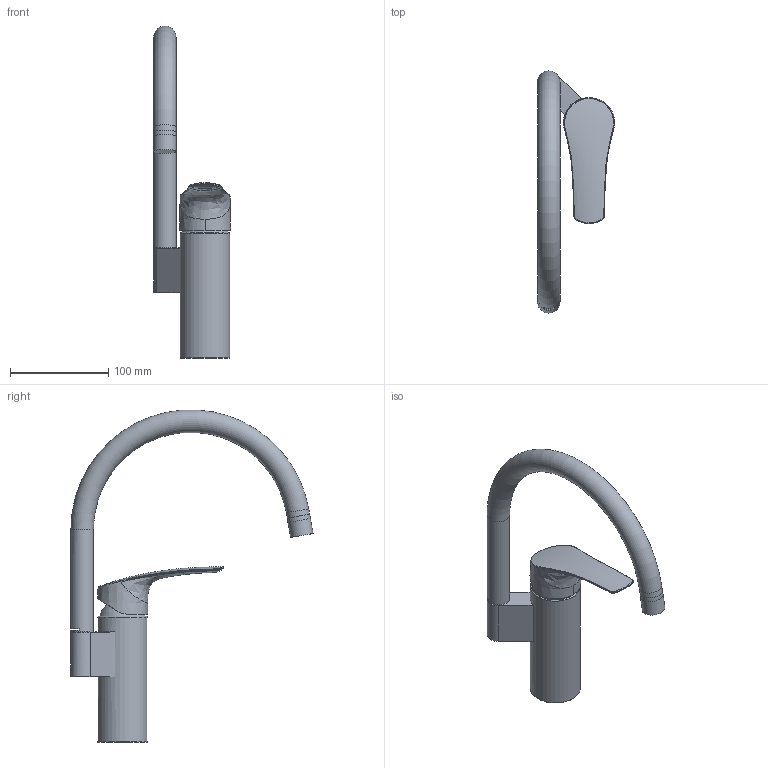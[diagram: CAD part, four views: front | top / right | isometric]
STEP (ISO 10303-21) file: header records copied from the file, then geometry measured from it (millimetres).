
FILE_DESCRIPTION(/* description */ ('Unknown'),/* implementation_level */ '2;1');
FILE_NAME(/* name */ '32223003',/* time_stamp */ '2022-08-29T08:46:40+02:00',/* author */ ('Unknown'),/* organization */ ('GROHE AG'),/* preprocessor_version */ 'ST-DEVELOPER v16.7',/* originating_system */ 'DEX',/* authorisation */ $);
FILE_SCHEMA (('AP242_MANAGED_MODEL_BASED_3D_ENGINEERING_MIM_LF { 1 0 10303 442 1 1 4 }','AUTOMOTIVE_DESIGN {1 0 10303 214 3 1 1}'));
Length unit declared in the file: millimetre
Products named in the file (6): 32223003; 32223003_0; 32223003_1; 32223003_2; 32223003_3
Assembly tree (5 placements, depth 2):
  32223003
    32223003
    32223003_0
    32223003_1
    32223003_2
    32223003_3
Bounding box: 78.58 x 246.67 x 338.21 mm (x, y, z)
Volume: 591272.4 mm3; surface area: 86352.2 mm2
Topology: 5 solids, 5 shells, 71 faces, 158 edges, 97 vertices
Faces by surface type: bspline 37, plane 20, cylinder 9, torus 4, sphere 1
Full cylindrical faces by diameter (mm): 20 x1, 23 x2, 23.15 x1, 45.8 x1, 51 x1
Entity records: 8666 total; most frequent: CARTESIAN_POINT 7250, ORIENTED_EDGE 274, DIRECTION 169, EDGE_CURVE 137, VERTEX_POINT 91, FACE_BOUND 86, EDGE_LOOP 85, B_SPLINE_CURVE_WITH_KNOTS 80
